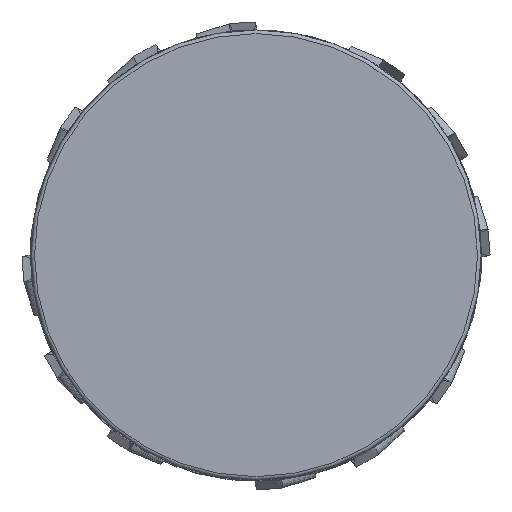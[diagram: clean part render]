
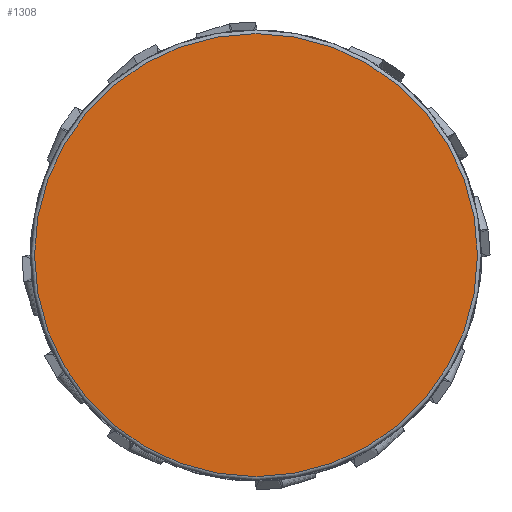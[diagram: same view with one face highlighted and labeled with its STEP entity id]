
A CAD part, top view. The second image highlights one B-rep face of the part: STEP entity #1308.
In plain terms, the highlighted planar face has unit normal (0, 0, 1).
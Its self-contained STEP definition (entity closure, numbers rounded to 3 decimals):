
#411=PLANE('',#7176);
#1035=FACE_OUTER_BOUND('',#2728,.T.);
#1308=ADVANCED_FACE('CLONE_TP_FACE',(#1035),#411,.T.);
#2728=EDGE_LOOP('',(#3453));
#3453=ORIENTED_EDGE('',*,*,#5938,.T.);
#5217=VERTEX_POINT('',#10898);
#5938=EDGE_CURVE('',#5217,#5217,#6742,.T.);
#6742=CIRCLE('',#7158,30.049);
#7158=AXIS2_PLACEMENT_3D('',#10897,#8152,#8153);
#7176=AXIS2_PLACEMENT_3D('',#11012,#8188,#8189);
#8152=DIRECTION('',(0.,0.,1.));
#8153=DIRECTION('',(1.,0.,0.));
#8188=DIRECTION('',(0.,0.,1.));
#8189=DIRECTION('',(1.,0.,0.));
#10897=CARTESIAN_POINT('',(0.,0.,0.));
#10898=CARTESIAN_POINT('',(30.049,0.,0.));
#11012=CARTESIAN_POINT('',(9.53,0.,0.));
